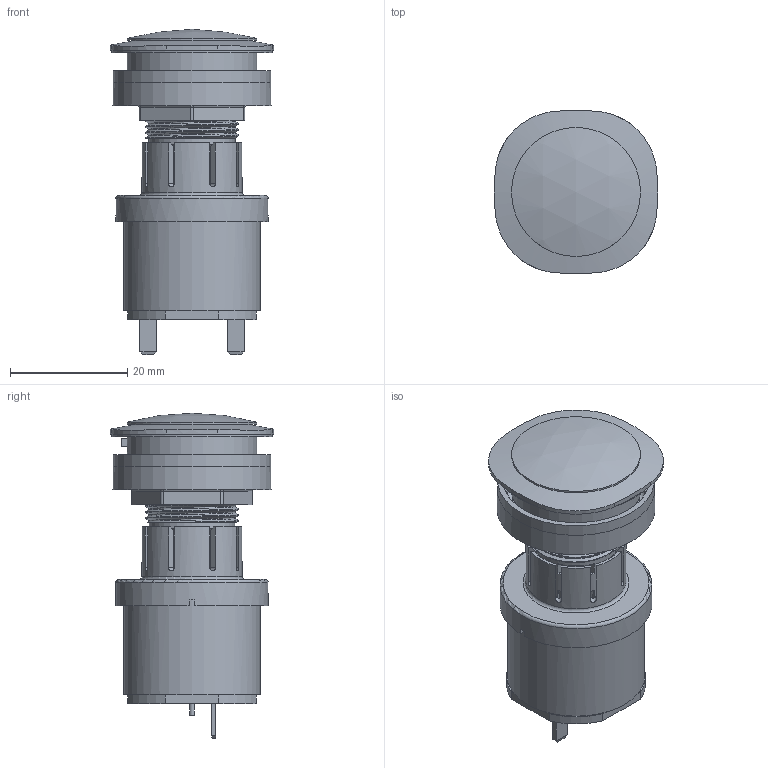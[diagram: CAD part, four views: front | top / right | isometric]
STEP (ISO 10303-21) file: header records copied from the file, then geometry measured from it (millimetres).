
FILE_DESCRIPTION(/* description */ (''),/* implementation_level */ '2;1');
FILE_NAME(/* name */ 'RQJNSGLR+SGLR-24V.stp',/* time_stamp */ '2018-11-07T09:19:00+01:00',/* author */ ('ahoffmann'),/* organization */ (''),/* preprocessor_version */ 'ST-DEVELOPER v16.1',/* originating_system */ 'Autodesk Inventor 2016',/* authorisation */ '');
FILE_SCHEMA (('AUTOMOTIVE_DESIGN { 1 0 10303 214 3 1 1 }'));
Length unit declared in the file: millimetre
Products named in the file (1): RQJNSGLR+SGLR-24V
Bounding box: 28 x 27.93 x 55.59 mm (x, y, z)
Volume: 17705.5 mm3; surface area: 9753.9 mm2
Topology: 1 solids, 2 shells, 260 faces, 738 edges, 500 vertices
Faces by surface type: plane 139, cylinder 66, cone 24, torus 24, bspline 5, sphere 2
Full cylindrical faces by diameter (mm): 0.8 x2, 12.69 x1, 14.7 x1, 14.75 x1, 16 x3, 16.5 x1, 16.7 x1, 17.1 x2, 18.1 x1, 18.3 x1, 19.7 x1, 20.05 x1, 22.05 x1, 22.2 x1, 23.4 x1, 23.7 x1, 25 x1, 26 x1, 26.86 x1, 27.4 x1
Entity records: 13281 total; most frequent: CARTESIAN_POINT 7003, ORIENTED_EDGE 1350, DIRECTION 1209, EDGE_CURVE 675, VERTEX_POINT 477, AXIS2_PLACEMENT_3D 463, EDGE_LOOP 324, LINE 283
